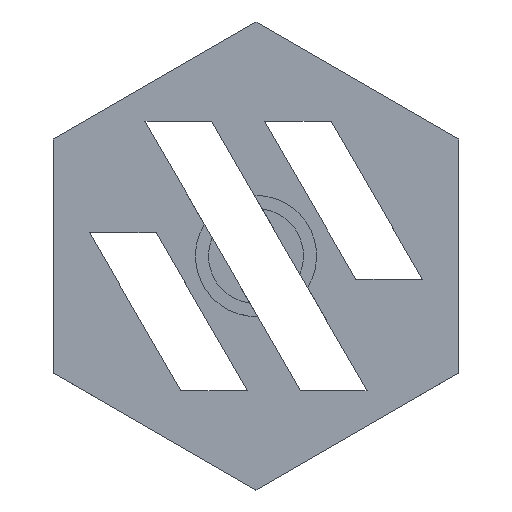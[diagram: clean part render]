
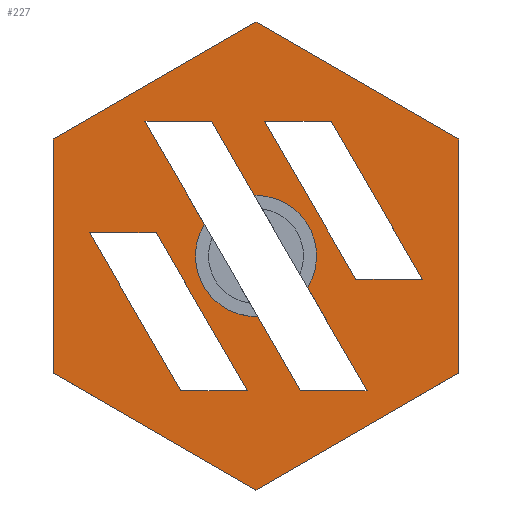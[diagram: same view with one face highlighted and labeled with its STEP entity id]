
A CAD part, top view. The second image highlights one B-rep face of the part: STEP entity #227.
In plain terms, the highlighted planar face has unit normal (0, 0, 1).
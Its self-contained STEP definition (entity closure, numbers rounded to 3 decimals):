
#27=CARTESIAN_POINT('',(-159.06,-428.83,-186.145));
#28=DIRECTION('',(0.,-0.,-1.));
#29=DIRECTION('',(-0.,-1.,0.));
#30=AXIS2_PLACEMENT_3D('',#27,#28,#29);
#31=PLANE('',#30);
#32=CARTESIAN_POINT('',(-159.06,-378.6,-186.145));
#33=VERTEX_POINT('',#32);
#34=CARTESIAN_POINT('',(-115.56,-403.715,-186.145));
#35=VERTEX_POINT('',#34);
#36=CARTESIAN_POINT('',(-159.06,-378.6,-186.145));
#37=DIRECTION('',(0.866,-0.5,0.));
#38=VECTOR('',#37,50.229);
#39=LINE('',#36,#38);
#40=EDGE_CURVE('',#33,#35,#39,.T.);
#41=ORIENTED_EDGE('',*,*,#40,.F.);
#42=CARTESIAN_POINT('',(-202.56,-403.715,-186.145));
#43=VERTEX_POINT('',#42);
#44=CARTESIAN_POINT('',(-159.06,-378.6,-186.145));
#45=DIRECTION('',(-0.866,-0.5,0.));
#46=VECTOR('',#45,50.229);
#47=LINE('',#44,#46);
#48=EDGE_CURVE('',#33,#43,#47,.T.);
#49=ORIENTED_EDGE('',*,*,#48,.T.);
#50=CARTESIAN_POINT('',(-202.56,-453.944,-186.145));
#51=VERTEX_POINT('',#50);
#52=CARTESIAN_POINT('',(-202.56,-453.944,-186.145));
#53=DIRECTION('',(0.,1.,-0.));
#54=VECTOR('',#53,50.229);
#55=LINE('',#52,#54);
#56=EDGE_CURVE('',#51,#43,#55,.T.);
#57=ORIENTED_EDGE('',*,*,#56,.F.);
#58=CARTESIAN_POINT('',(-159.06,-479.059,-186.145));
#59=VERTEX_POINT('',#58);
#60=CARTESIAN_POINT('',(-159.06,-479.059,-186.145));
#61=DIRECTION('',(-0.866,0.5,-0.));
#62=VECTOR('',#61,50.229);
#63=LINE('',#60,#62);
#64=EDGE_CURVE('',#59,#51,#63,.T.);
#65=ORIENTED_EDGE('',*,*,#64,.F.);
#66=CARTESIAN_POINT('',(-115.56,-453.944,-186.145));
#67=VERTEX_POINT('',#66);
#68=CARTESIAN_POINT('',(-115.56,-453.944,-186.145));
#69=DIRECTION('',(-0.866,-0.5,0.));
#70=VECTOR('',#69,50.229);
#71=LINE('',#68,#70);
#72=EDGE_CURVE('',#67,#59,#71,.T.);
#73=ORIENTED_EDGE('',*,*,#72,.F.);
#74=CARTESIAN_POINT('',(-115.56,-403.715,-186.145));
#75=DIRECTION('',(-0.,-1.,0.));
#76=VECTOR('',#75,50.229);
#77=LINE('',#74,#76);
#78=EDGE_CURVE('',#35,#67,#77,.T.);
#79=ORIENTED_EDGE('',*,*,#78,.F.);
#80=EDGE_LOOP('',(#41,#49,#57,#65,#73,#79));
#81=FACE_BOUND('',#80,.T.);
#82=CARTESIAN_POINT('',(-160.922,-457.73,-186.145));
#83=VERTEX_POINT('',#82);
#84=CARTESIAN_POINT('',(-180.494,-423.83,-186.145));
#85=VERTEX_POINT('',#84);
#86=CARTESIAN_POINT('',(-160.922,-457.73,-186.145));
#87=DIRECTION('',(-0.5,0.866,-0.));
#88=VECTOR('',#87,39.145);
#89=LINE('',#86,#88);
#90=EDGE_CURVE('',#83,#85,#89,.T.);
#91=ORIENTED_EDGE('',*,*,#90,.F.);
#92=CARTESIAN_POINT('',(-175.211,-457.73,-186.145));
#93=VERTEX_POINT('',#92);
#94=CARTESIAN_POINT('',(-175.211,-457.73,-186.145));
#95=DIRECTION('',(1.,0.,0.));
#96=VECTOR('',#95,14.289);
#97=LINE('',#94,#96);
#98=EDGE_CURVE('',#93,#83,#97,.T.);
#99=ORIENTED_EDGE('',*,*,#98,.F.);
#100=CARTESIAN_POINT('',(-194.783,-423.83,-186.145));
#101=VERTEX_POINT('',#100);
#102=CARTESIAN_POINT('',(-194.783,-423.83,-186.145));
#103=DIRECTION('',(0.5,-0.866,0.));
#104=VECTOR('',#103,39.145);
#105=LINE('',#102,#104);
#106=EDGE_CURVE('',#101,#93,#105,.T.);
#107=ORIENTED_EDGE('',*,*,#106,.F.);
#108=CARTESIAN_POINT('',(-194.783,-423.83,-186.145));
#109=DIRECTION('',(1.,0.,0.));
#110=VECTOR('',#109,14.289);
#111=LINE('',#108,#110);
#112=EDGE_CURVE('',#101,#85,#111,.T.);
#113=ORIENTED_EDGE('',*,*,#112,.T.);
#114=EDGE_LOOP('',(#91,#99,#107,#113));
#115=FACE_BOUND('',#114,.T.);
#116=CARTESIAN_POINT('',(-137.626,-433.83,-186.145));
#117=VERTEX_POINT('',#116);
#118=CARTESIAN_POINT('',(-123.336,-433.83,-186.145));
#119=VERTEX_POINT('',#118);
#120=CARTESIAN_POINT('',(-137.626,-433.83,-186.145));
#121=DIRECTION('',(1.,0.,0.));
#122=VECTOR('',#121,14.289);
#123=LINE('',#120,#122);
#124=EDGE_CURVE('',#117,#119,#123,.T.);
#125=ORIENTED_EDGE('',*,*,#124,.F.);
#126=CARTESIAN_POINT('',(-157.198,-399.929,-186.145));
#127=VERTEX_POINT('',#126);
#128=CARTESIAN_POINT('',(-157.198,-399.929,-186.145));
#129=DIRECTION('',(0.5,-0.866,0.));
#130=VECTOR('',#129,39.145);
#131=LINE('',#128,#130);
#132=EDGE_CURVE('',#127,#117,#131,.T.);
#133=ORIENTED_EDGE('',*,*,#132,.F.);
#134=CARTESIAN_POINT('',(-142.909,-399.929,-186.145));
#135=VERTEX_POINT('',#134);
#136=CARTESIAN_POINT('',(-157.198,-399.929,-186.145));
#137=DIRECTION('',(1.,0.,0.));
#138=VECTOR('',#137,14.289);
#139=LINE('',#136,#138);
#140=EDGE_CURVE('',#127,#135,#139,.T.);
#141=ORIENTED_EDGE('',*,*,#140,.T.);
#142=CARTESIAN_POINT('',(-123.336,-433.83,-186.145));
#143=DIRECTION('',(-0.5,0.866,-0.));
#144=VECTOR('',#143,39.145);
#145=LINE('',#142,#144);
#146=EDGE_CURVE('',#119,#135,#145,.T.);
#147=ORIENTED_EDGE('',*,*,#146,.F.);
#148=EDGE_LOOP('',(#125,#133,#141,#147));
#149=FACE_BOUND('',#148,.T.);
#150=CARTESIAN_POINT('',(-170.135,-422.022,-186.145));
#151=VERTEX_POINT('',#150);
#152=CARTESIAN_POINT('',(-158.702,-441.825,-186.145));
#153=VERTEX_POINT('',#152);
#154=CARTESIAN_POINT('',(-159.06,-428.83,-186.145));
#155=DIRECTION('',(-0.,0.,1.));
#156=DIRECTION('',(-0.,-1.,0.));
#157=AXIS2_PLACEMENT_3D('',#154,#155,#156);
#158=CIRCLE('',#157,13.);
#159=EDGE_CURVE('',#151,#153,#158,.T.);
#160=ORIENTED_EDGE('',*,*,#159,.F.);
#161=CARTESIAN_POINT('',(-182.89,-399.929,-186.145));
#162=VERTEX_POINT('',#161);
#163=CARTESIAN_POINT('',(-182.89,-399.929,-186.145));
#164=DIRECTION('',(0.5,-0.866,0.));
#165=VECTOR('',#164,25.511);
#166=LINE('',#163,#165);
#167=EDGE_CURVE('',#162,#151,#166,.T.);
#168=ORIENTED_EDGE('',*,*,#167,.F.);
#169=CARTESIAN_POINT('',(-168.601,-399.929,-186.145));
#170=VERTEX_POINT('',#169);
#171=CARTESIAN_POINT('',(-182.89,-399.929,-186.145));
#172=DIRECTION('',(1.,0.,0.));
#173=VECTOR('',#172,14.289);
#174=LINE('',#171,#173);
#175=EDGE_CURVE('',#162,#170,#174,.T.);
#176=ORIENTED_EDGE('',*,*,#175,.T.);
#177=CARTESIAN_POINT('',(-159.418,-415.835,-186.145));
#178=VERTEX_POINT('',#177);
#179=CARTESIAN_POINT('',(-159.418,-415.835,-186.145));
#180=DIRECTION('',(-0.5,0.866,-0.));
#181=VECTOR('',#180,18.366);
#182=LINE('',#179,#181);
#183=EDGE_CURVE('',#178,#170,#182,.T.);
#184=ORIENTED_EDGE('',*,*,#183,.F.);
#185=CARTESIAN_POINT('',(-159.06,-415.83,-186.145));
#186=VERTEX_POINT('',#185);
#187=CARTESIAN_POINT('',(-159.06,-428.83,-186.145));
#188=DIRECTION('',(-0.,0.,1.));
#189=DIRECTION('',(-0.,-1.,0.));
#190=AXIS2_PLACEMENT_3D('',#187,#188,#189);
#191=CIRCLE('',#190,13.);
#192=EDGE_CURVE('',#186,#178,#191,.T.);
#193=ORIENTED_EDGE('',*,*,#192,.F.);
#194=CARTESIAN_POINT('',(-147.985,-435.637,-186.145));
#195=VERTEX_POINT('',#194);
#196=CARTESIAN_POINT('',(-159.06,-428.83,-186.145));
#197=DIRECTION('',(-0.,0.,1.));
#198=DIRECTION('',(-0.,-1.,0.));
#199=AXIS2_PLACEMENT_3D('',#196,#197,#198);
#200=CIRCLE('',#199,13.);
#201=EDGE_CURVE('',#195,#186,#200,.T.);
#202=ORIENTED_EDGE('',*,*,#201,.F.);
#203=CARTESIAN_POINT('',(-135.229,-457.73,-186.145));
#204=VERTEX_POINT('',#203);
#205=CARTESIAN_POINT('',(-135.229,-457.73,-186.145));
#206=DIRECTION('',(-0.5,0.866,-0.));
#207=VECTOR('',#206,25.511);
#208=LINE('',#205,#207);
#209=EDGE_CURVE('',#204,#195,#208,.T.);
#210=ORIENTED_EDGE('',*,*,#209,.F.);
#211=CARTESIAN_POINT('',(-149.519,-457.73,-186.145));
#212=VERTEX_POINT('',#211);
#213=CARTESIAN_POINT('',(-149.519,-457.73,-186.145));
#214=DIRECTION('',(1.,0.,0.));
#215=VECTOR('',#214,14.289);
#216=LINE('',#213,#215);
#217=EDGE_CURVE('',#212,#204,#216,.T.);
#218=ORIENTED_EDGE('',*,*,#217,.F.);
#219=CARTESIAN_POINT('',(-158.702,-441.825,-186.145));
#220=DIRECTION('',(0.5,-0.866,0.));
#221=VECTOR('',#220,18.366);
#222=LINE('',#219,#221);
#223=EDGE_CURVE('',#153,#212,#222,.T.);
#224=ORIENTED_EDGE('',*,*,#223,.F.);
#225=EDGE_LOOP('',(#160,#168,#176,#184,#193,#202,#210,#218,#224));
#226=FACE_BOUND('',#225,.T.);
#227=ADVANCED_FACE('',(#81,#115,#149,#226),#31,.F.);
